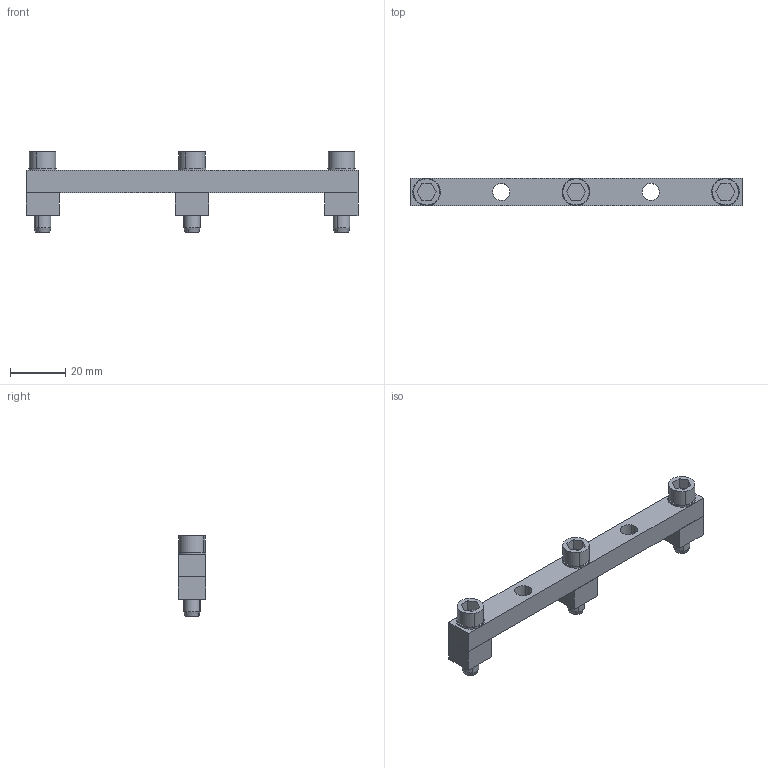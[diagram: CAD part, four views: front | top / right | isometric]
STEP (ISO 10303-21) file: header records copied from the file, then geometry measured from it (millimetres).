
FILE_DESCRIPTION(('CATIA V5R24 STEP','CAx-IF Rec.Pracs.--- Model Styling and Organization---1.2---2011-12-15'),'2;1');
FILE_NAME ('123991-8_1_1469090000_1469090000.stp','2017-07-28T12:43:42+00:00',('none'),('Weidmueller'),'CATIA Version 5-6 Release 2014 SP4 HF52','CATIA V5 STEP AP214','none');
FILE_SCHEMA(('AUTOMOTIVE_DESIGN { 1 0 10303 214 1 1 1 1 }'));
Length unit declared in the file: millimetre
Products named in the file (1): v5-standard_part
Bounding box: 120 x 10 x 29 mm (x, y, z)
Volume: 12999.2 mm3; surface area: 9844.6 mm2
Topology: 10 solids, 10 shells, 148 faces, 324 edges, 196 vertices
Faces by surface type: cylinder 58, plane 54, cone 36
Entity records: 3728 total; most frequent: ORIENTED_EDGE 648, CARTESIAN_POINT 625, DIRECTION 532, EDGE_CURVE 324, AXIS2_PLACEMENT_3D 233, VECTOR 196, LINE 196, VERTEX_POINT 196
